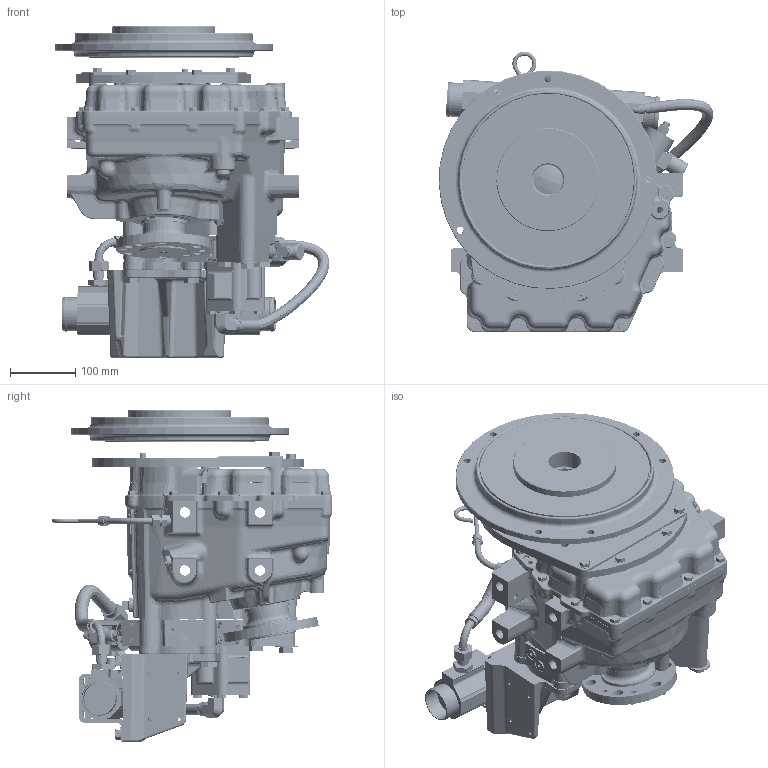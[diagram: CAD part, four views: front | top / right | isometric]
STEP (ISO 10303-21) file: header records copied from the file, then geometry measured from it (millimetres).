
FILE_DESCRIPTION (( 'STEP AP214' ), '1' );
FILE_NAME ('PX13019D.step', '2023-07-24T15:16:50', ( '' ), ( '' ), 'SwSTEP 2.0', 'SolidWorks 2019', '' );
FILE_SCHEMA (( 'AUTOMOTIVE_DESIGN' ));
Length unit declared in the file: metre
Products named in the file (1): PX13019D
Bounding box: 420.84 x 430.52 x 509.02 mm (x, y, z)
Surface area: 1434990.5 mm2 (no closed solid volume)
Topology: 0 solids, 206 shells, 3546 faces, 12176 edges, 8539 vertices
Faces by surface type: plane 965, cylinder 936, bspline 806, cone 467, torus 245, sphere 127
Entity records: 211890 total; most frequent: CARTESIAN_POINT 76794, ORIENTED_EDGE 19284, DIRECTION 18605, EDGE_CURVE 12088, VERTEX_POINT 8528, AXIS2_PLACEMENT_3D 7351, CIRCLE 4610, EDGE_LOOP 4130
